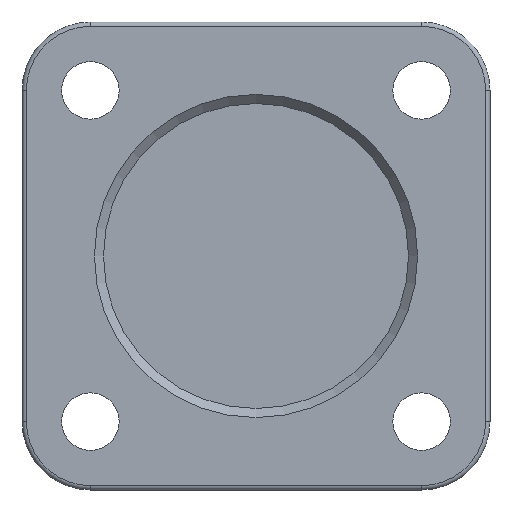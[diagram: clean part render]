
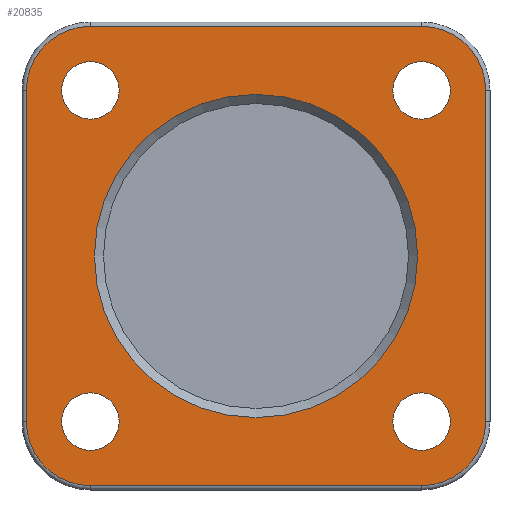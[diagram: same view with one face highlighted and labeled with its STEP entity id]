
A CAD part, front view. The second image highlights one B-rep face of the part: STEP entity #20835.
In plain terms, the highlighted planar face has unit normal (0, -1, 0).
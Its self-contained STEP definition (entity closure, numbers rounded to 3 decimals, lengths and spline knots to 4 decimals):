
#2316=FACE_BOUND($,#4000,.T.);
#2317=FACE_BOUND($,#4001,.T.);
#2318=FACE_BOUND($,#4002,.T.);
#2319=FACE_BOUND($,#4003,.T.);
#2320=FACE_BOUND($,#4004,.T.);
#2398=PLANE($,#22053);
#2802=FACE_OUTER_BOUND($,#3999,.T.);
#3999=EDGE_LOOP($,(#14210,#14211,#14212,#14213,#14214,#14215,#14216,#14217));
#4000=EDGE_LOOP($,(#14218));
#4001=EDGE_LOOP($,(#14219));
#4002=EDGE_LOOP($,(#14220));
#4003=EDGE_LOOP($,(#14221));
#4004=EDGE_LOOP($,(#14222));
#5264=LINE($,#25256,#6938);
#5266=LINE($,#25276,#6940);
#5269=LINE($,#25283,#6943);
#5271=LINE($,#25298,#6945);
#6938=VECTOR($,#22546,3.8);
#6940=VECTOR($,#22570,3.8);
#6943=VECTOR($,#22577,3.8);
#6945=VECTOR($,#22597,3.8);
#8615=CIRCLE($,#22028,0.735);
#8619=CIRCLE($,#22033,0.735);
#8623=CIRCLE($,#22040,0.735);
#8627=CIRCLE($,#22045,0.735);
#8630=CIRCLE($,#22054,0.33);
#8631=CIRCLE($,#22055,0.33);
#8632=CIRCLE($,#22056,1.854);
#8633=CIRCLE($,#22057,0.33);
#8634=CIRCLE($,#22058,0.33);
#8700=VERTEX_POINT($,#25253);
#8701=VERTEX_POINT($,#25255);
#8704=VERTEX_POINT($,#25262);
#8705=VERTEX_POINT($,#25267);
#8708=VERTEX_POINT($,#25274);
#8709=VERTEX_POINT($,#25279);
#8712=VERTEX_POINT($,#25286);
#8713=VERTEX_POINT($,#25291);
#8720=VERTEX_POINT($,#25318);
#8721=VERTEX_POINT($,#25320);
#8722=VERTEX_POINT($,#25322);
#8723=VERTEX_POINT($,#25324);
#8724=VERTEX_POINT($,#25326);
#10869=EDGE_CURVE($,#8700,#8701,#5264,.T.);
#10873=EDGE_CURVE($,#8704,#8700,#8615,.T.);
#10877=EDGE_CURVE($,#8701,#8705,#8619,.T.);
#10879=EDGE_CURVE($,#8708,#8704,#5266,.T.);
#10883=EDGE_CURVE($,#8705,#8709,#5269,.T.);
#10885=EDGE_CURVE($,#8712,#8708,#8623,.T.);
#10889=EDGE_CURVE($,#8709,#8713,#8627,.T.);
#10891=EDGE_CURVE($,#8713,#8712,#5271,.T.);
#10901=EDGE_CURVE($,#8720,#8720,#8630,.F.);
#10902=EDGE_CURVE($,#8721,#8721,#8631,.F.);
#10903=EDGE_CURVE($,#8722,#8722,#8632,.T.);
#10904=EDGE_CURVE($,#8723,#8723,#8633,.F.);
#10905=EDGE_CURVE($,#8724,#8724,#8634,.F.);
#14210=ORIENTED_EDGE($,*,*,#10869,.F.);
#14211=ORIENTED_EDGE($,*,*,#10873,.F.);
#14212=ORIENTED_EDGE($,*,*,#10879,.F.);
#14213=ORIENTED_EDGE($,*,*,#10885,.F.);
#14214=ORIENTED_EDGE($,*,*,#10891,.F.);
#14215=ORIENTED_EDGE($,*,*,#10889,.F.);
#14216=ORIENTED_EDGE($,*,*,#10883,.F.);
#14217=ORIENTED_EDGE($,*,*,#10877,.F.);
#14218=ORIENTED_EDGE($,*,*,#10901,.F.);
#14219=ORIENTED_EDGE($,*,*,#10902,.F.);
#14220=ORIENTED_EDGE($,*,*,#10903,.F.);
#14221=ORIENTED_EDGE($,*,*,#10904,.F.);
#14222=ORIENTED_EDGE($,*,*,#10905,.F.);
#20835=ADVANCED_FACE($,(#2802,#2316,#2317,#2318,#2319,#2320),#2398,.F.);
#22028=AXIS2_PLACEMENT_3D($,#25264,#22554,#22555);
#22033=AXIS2_PLACEMENT_3D($,#25271,#22564,#22565);
#22040=AXIS2_PLACEMENT_3D($,#25288,#22582,#22583);
#22045=AXIS2_PLACEMENT_3D($,#25295,#22592,#22593);
#22053=AXIS2_PLACEMENT_3D($,#25317,#22617,#22618);
#22054=AXIS2_PLACEMENT_3D($,#25319,#22619,#22620);
#22055=AXIS2_PLACEMENT_3D($,#25321,#22621,#22622);
#22056=AXIS2_PLACEMENT_3D($,#25323,#22623,#22624);
#22057=AXIS2_PLACEMENT_3D($,#25325,#22625,#22626);
#22058=AXIS2_PLACEMENT_3D($,#25327,#22627,#22628);
#22546=DIRECTION($,(1.,0.,0.));
#22554=DIRECTION('center_axis',(0.,1.,0.));
#22555=DIRECTION('ref_axis',(-0.707,0.,0.707));
#22564=DIRECTION('center_axis',(0.,1.,0.));
#22565=DIRECTION('ref_axis',(0.707,0.,0.707));
#22570=DIRECTION($,(0.,0.,1.));
#22577=DIRECTION($,(0.,0.,-1.));
#22582=DIRECTION('center_axis',(0.,1.,0.));
#22583=DIRECTION('ref_axis',(-0.707,0.,-0.707));
#22592=DIRECTION('center_axis',(0.,1.,0.));
#22593=DIRECTION('ref_axis',(0.707,0.,-0.707));
#22597=DIRECTION($,(-1.,0.,0.));
#22617=DIRECTION('center_axis',(0.,1.,0.));
#22618=DIRECTION('ref_axis',(0.,0.,1.));
#22619=DIRECTION('center_axis',(0.,1.,0.));
#22620=DIRECTION('ref_axis',(0.,0.,1.));
#22621=DIRECTION('center_axis',(0.,1.,0.));
#22622=DIRECTION('ref_axis',(0.,0.,1.));
#22623=DIRECTION('center_axis',(0.,-1.,0.));
#22624=DIRECTION('ref_axis',(0.,0.,-1.));
#22625=DIRECTION('center_axis',(0.,1.,0.));
#22626=DIRECTION('ref_axis',(0.,0.,1.));
#22627=DIRECTION('center_axis',(0.,1.,0.));
#22628=DIRECTION('ref_axis',(0.,0.,1.));
#25253=CARTESIAN_POINT('',(-1.9,0.,2.635));
#25255=CARTESIAN_POINT('',(1.9,0.,2.635));
#25256=CARTESIAN_POINT($,(-1.9,0.,2.635));
#25262=CARTESIAN_POINT('',(-2.635,0.,1.9));
#25264=CARTESIAN_POINT('Origin',(-1.9,0.,1.9));
#25267=CARTESIAN_POINT('',(2.635,0.,1.9));
#25271=CARTESIAN_POINT('Origin',(1.9,0.,1.9));
#25274=CARTESIAN_POINT('',(-2.635,0.,-1.9));
#25276=CARTESIAN_POINT($,(-2.635,0.,-1.9));
#25279=CARTESIAN_POINT('',(2.635,0.,-1.9));
#25283=CARTESIAN_POINT($,(2.635,0.,0.));
#25286=CARTESIAN_POINT('',(-1.9,0.,-2.635));
#25288=CARTESIAN_POINT('Origin',(-1.9,0.,-1.9));
#25291=CARTESIAN_POINT('',(1.9,0.,-2.635));
#25295=CARTESIAN_POINT('Origin',(1.9,0.,-1.9));
#25298=CARTESIAN_POINT($,(0.,0.,-2.635));
#25317=CARTESIAN_POINT('Origin',(-1.9,0.,-1.9));
#25318=CARTESIAN_POINT('',(-1.9,0.,2.23));
#25319=CARTESIAN_POINT('Origin',(-1.9,0.,1.9));
#25320=CARTESIAN_POINT('',(-1.9,0.,-1.57));
#25321=CARTESIAN_POINT('Origin',(-1.9,0.,-1.9));
#25322=CARTESIAN_POINT('',(0.,0.,-1.854));
#25323=CARTESIAN_POINT('Origin',(0.,0.,0.));
#25324=CARTESIAN_POINT('',(1.9,0.,-1.57));
#25325=CARTESIAN_POINT('Origin',(1.9,0.,-1.9));
#25326=CARTESIAN_POINT('',(1.9,0.,2.23));
#25327=CARTESIAN_POINT('Origin',(1.9,0.,1.9));
